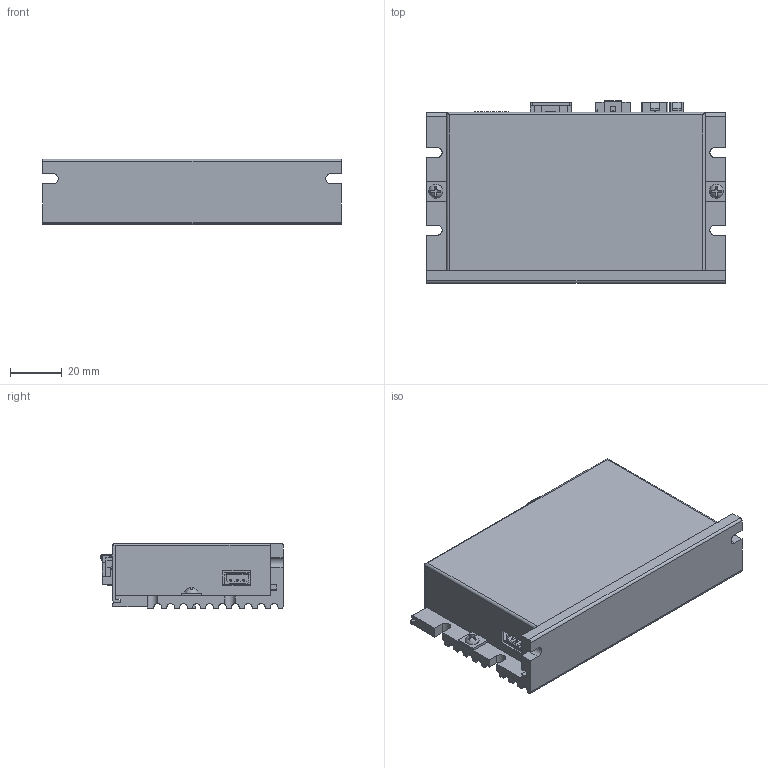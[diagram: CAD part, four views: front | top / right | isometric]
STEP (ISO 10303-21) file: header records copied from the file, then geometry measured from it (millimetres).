
FILE_DESCRIPTION(('STEP AP214'),'1');
FILE_NAME('S-SERVO.stp','2012-11-22T12:03:09',(' '),(' '),'Spatial InterOp 3D',' ',' ');
FILE_SCHEMA(('automotive_design'));
Length unit declared in the file: metre
Products named in the file (32): Assembly364; Screw : Round - M3.0 x 10.0; S-SERVO; Part323; Assembly325; Part1; Part2; Part62; Assembly329; Part321; Part322; Assembly73; Part67; Part66; ____51;     LINE; Assembly133; Assembly123; Assembly350; Assembly3; Part3; Part4; Part5; Part6; Part7
Assembly tree (36 placements, depth 6):
  Assembly364
    Screw : Round - M3.0 x 10.0
    Screw : Round - M3.0 x 10.0
    Assembly350
      S-SERVO
        Part323
        Assembly325
          Part1
          Part2
        Part62
        Assembly329
          Part321
          Part322
        Assembly73
          Part67  x6
          Part66
        ____51
              LINE
        Assembly133
          Part1
          Assembly123
            Part1
          Part1
        Part1
      Assembly3
        Part1
        Part2
        Part3
        Part4
        Part5
        Part6
        Part7
Bounding box: 115.5 x 70.5 x 25.3 mm (x, y, z)
Volume: 65274 mm3; surface area: 67463.2 mm2
Topology: 24 solids, 24 shells, 1399 faces, 3811 edges, 2530 vertices
Faces by surface type: plane 1220, cylinder 152, cone 14, bspline 6, torus 5, sphere 2
Full cylindrical faces by diameter (mm): 0.7 x9, 3 x4, 3.5 x4, 5 x2
Entity records: 53340 total; most frequent: CARTESIAN_POINT 7834, ORIENTED_EDGE 7152, DIRECTION 6740, EDGE_CURVE 3576, LINE 3218, VECTOR 3218, VERTEX_POINT 2349, AXIS2_PLACEMENT_3D 1761
